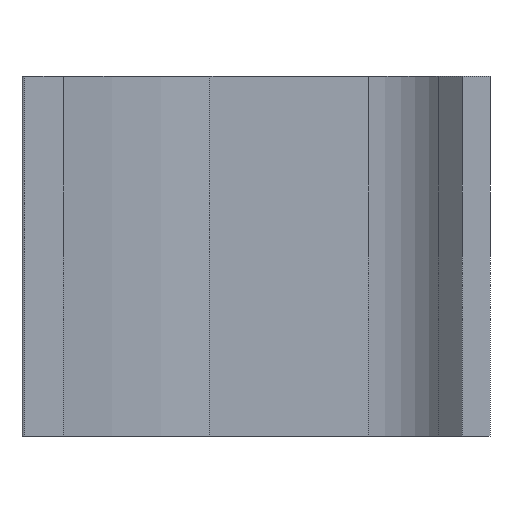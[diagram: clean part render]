
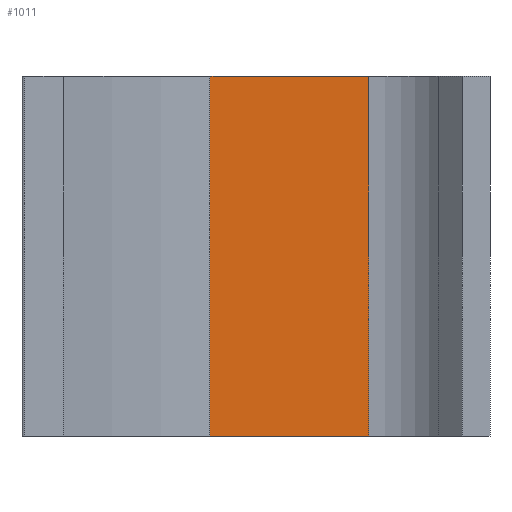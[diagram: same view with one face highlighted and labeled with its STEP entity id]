
A CAD part, front view. The second image highlights one B-rep face of the part: STEP entity #1011.
In plain terms, the highlighted planar face has unit normal (0, -1, 0).
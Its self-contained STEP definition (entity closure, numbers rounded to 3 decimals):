
#26=PLANE('',#1087);
#71=LINE('',#1499,#182);
#72=LINE('',#1503,#183);
#73=LINE('',#1505,#184);
#74=LINE('',#1507,#185);
#182=VECTOR('',#1200,1000.);
#183=VECTOR('',#1205,1000.);
#184=VECTOR('',#1206,1000.);
#185=VECTOR('',#1207,1000.);
#304=ORIENTED_EDGE('',*,*,#594,.T.);
#305=ORIENTED_EDGE('',*,*,#595,.F.);
#306=ORIENTED_EDGE('',*,*,#596,.F.);
#307=ORIENTED_EDGE('',*,*,#592,.T.);
#592=EDGE_CURVE('',#736,#735,#71,.T.);
#594=EDGE_CURVE('',#735,#737,#72,.T.);
#595=EDGE_CURVE('',#738,#737,#73,.T.);
#596=EDGE_CURVE('',#736,#738,#74,.T.);
#735=VERTEX_POINT('',#1498);
#736=VERTEX_POINT('',#1500);
#737=VERTEX_POINT('',#1504);
#738=VERTEX_POINT('',#1506);
#864=EDGE_LOOP('',(#304,#305,#306,#307));
#929=FACE_BOUND('',#864,.T.);
#1011=ADVANCED_FACE('',(#929),#26,.F.);
#1087=AXIS2_PLACEMENT_3D('',#1502,#1203,#1204);
#1200=DIRECTION('',(0.,0.,-1.));
#1203=DIRECTION('',(0.,1.,0.));
#1204=DIRECTION('',(0.,0.,1.));
#1205=DIRECTION('',(1.,0.,0.));
#1206=DIRECTION('',(0.,0.,-1.));
#1207=DIRECTION('',(1.,0.,0.));
#1498=CARTESIAN_POINT('',(14.099,0.4,-13.5));
#1499=CARTESIAN_POINT('',(14.099,0.4,13.5));
#1500=CARTESIAN_POINT('',(14.099,0.4,13.5));
#1502=CARTESIAN_POINT('',(14.099,0.4,13.5));
#1503=CARTESIAN_POINT('',(14.099,0.4,-13.5));
#1504=CARTESIAN_POINT('',(26.,0.4,-13.5));
#1505=CARTESIAN_POINT('',(26.,0.4,13.5));
#1506=CARTESIAN_POINT('',(26.,0.4,13.5));
#1507=CARTESIAN_POINT('',(14.099,0.4,13.5));
